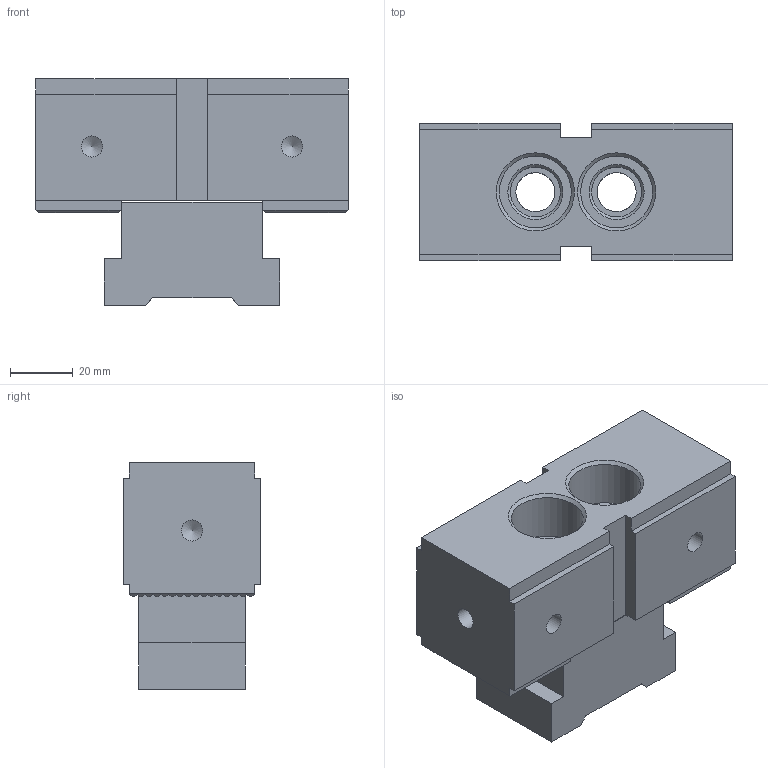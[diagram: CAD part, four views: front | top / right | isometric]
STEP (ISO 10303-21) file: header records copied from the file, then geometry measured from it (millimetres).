
FILE_DESCRIPTION( ( 'Unknown' ), '1' );
FILE_NAME( 'SVF-BS03-1005.stp', 'Unknown', ( 'Unknown' ), ( 'Unknown' ), 'PSStep 17.0.49', 'Unknown', ' ' );
FILE_SCHEMA( ( 'AUTOMOTIVE_DESIGN { 1 0 10303 214 1 1 1 1 }' ) );
Length unit declared in the file: millimetre
Products named in the file (3): Assem1; 1-SVF-BS03-1005-1; 1-SVF-AB03-100-2
Assembly tree (2 placements, depth 2):
  Assem1
    1-SVF-BS03-1005-1
    1-SVF-AB03-100-2
Bounding box: 100 x 44 x 72.6 mm (x, y, z)
Volume: 195436.9 mm3; surface area: 38130.7 mm2
Topology: 2 solids, 2 shells, 170 faces, 494 edges, 328 vertices
Faces by surface type: plane 146, cone 12, cylinder 12
Full cylindrical faces by diameter (mm): 6.8 x6, 12.5 x2, 16 x2, 23 x2
Entity records: 6712 total; most frequent: CARTESIAN_POINT 945, ORIENTED_EDGE 908, DIRECTION 836, EDGE_CURVE 454, LINE 418, VECTOR 418, VERTEX_POINT 318, AXIS2_PLACEMENT_3D 209
